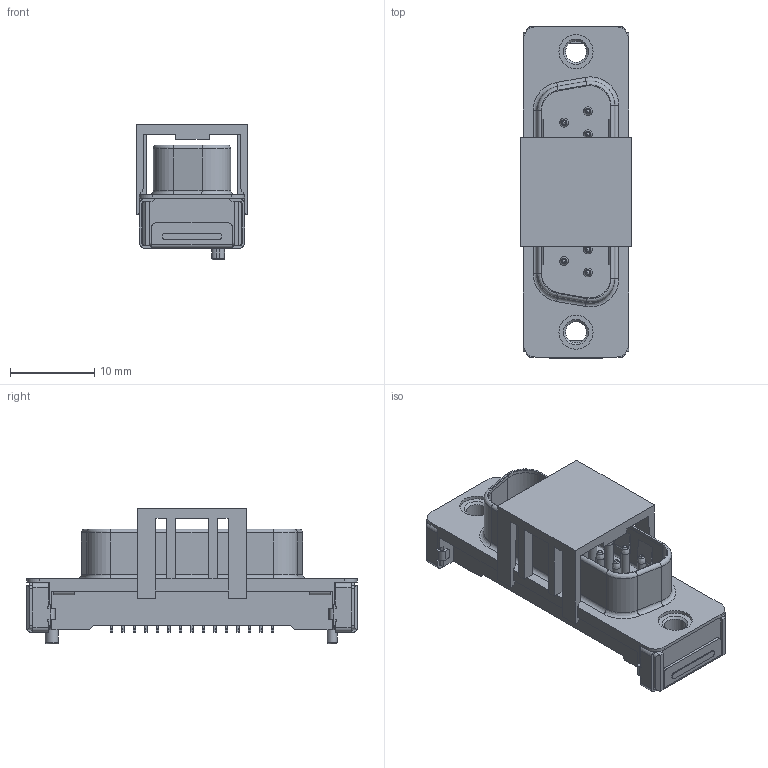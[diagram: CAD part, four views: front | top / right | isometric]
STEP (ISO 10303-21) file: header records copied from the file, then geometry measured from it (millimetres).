
FILE_DESCRIPTION(/* description */ (''),/* implementation_level */ '2;1');
FILE_NAME(/* name */ '100618078ugm000_b.stp',/* time_stamp */ '2017-03-09T04:50:19+01:00',/* author */ (''),/* organization */ (''),/* preprocessor_version */ 'ST-DEVELOPER v16',/* originating_system */ 'SIEMENS PLM Software NX 10.0',/* authorisation */ '');
FILE_SCHEMA (('AUTOMOTIVE_DESIGN { 1 0 10303 214 3 1 1 1 }'));
Length unit declared in the file: millimetre
Products named in the file (1): 100618078ugm000_b
Bounding box: 13.3 x 39.45 x 16.15 mm (x, y, z)
Volume: 2523.2 mm3; surface area: 4209 mm2
Topology: 1 solids, 16 shells, 1125 faces, 3113 edges, 2014 vertices
Faces by surface type: plane 589, cylinder 333, bspline 139, cone 34, sphere 30
Full cylindrical faces by diameter (mm): 0.42 x15, 1.02 x15, 1.55 x1, 2.5 x2, 3.2 x2, 4.05 x2
Entity records: 45282 total; most frequent: CARTESIAN_POINT 9718, ORIENTED_EDGE 5868, DIRECTION 5406, EDGE_CURVE 2934, LINE 1980, VECTOR 1980, VERTEX_POINT 1966, AXIS2_PLACEMENT_3D 1713
